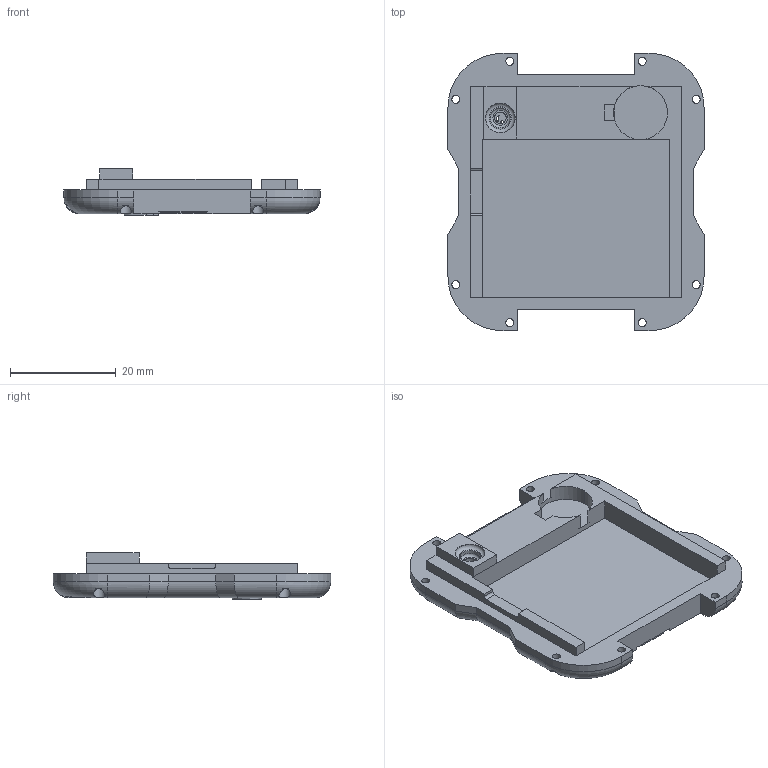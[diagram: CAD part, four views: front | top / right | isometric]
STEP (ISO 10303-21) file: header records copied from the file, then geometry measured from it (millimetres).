
FILE_DESCRIPTION(('FreeCAD Model'),'2;1');
FILE_NAME('Bottom.step','2014-07-28T00:13:07',('FreeCAD'),('FreeCAD' ),'Open CASCADE STEP processor 6.5','FreeCAD','Unknown');
FILE_SCHEMA(('AUTOMOTIVE_DESIGN_CC2 { 1 2 10303 214 -1 1 5 4 }'));
Length unit declared in the file: millimetre
Products named in the file (1): Open CASCADE STEP translator 6.5 1
Bounding box: 48.4 x 52.4 x 8.8 mm (x, y, z)
Volume: 7975.6 mm3; surface area: 6370.7 mm2
Topology: 1 solids, 1 shells, 384 faces, 1071 edges, 709 vertices
Faces by surface type: plane 258, cylinder 120, torus 6
Full cylindrical faces by diameter (mm): 0.508 x1, 0.52 x1, 1.5 x8, 2.2 x5, 3.8 x1, 5.6 x1
Entity records: 31062 total; most frequent: CARTESIAN_POINT 10130, DIRECTION 3831, LINE 2499, VECTOR 2499, ORIENTED_EDGE 2142, PCURVE 2142, DEFINITIONAL_REPRESENTATION 2142, EDGE_CURVE 1071
